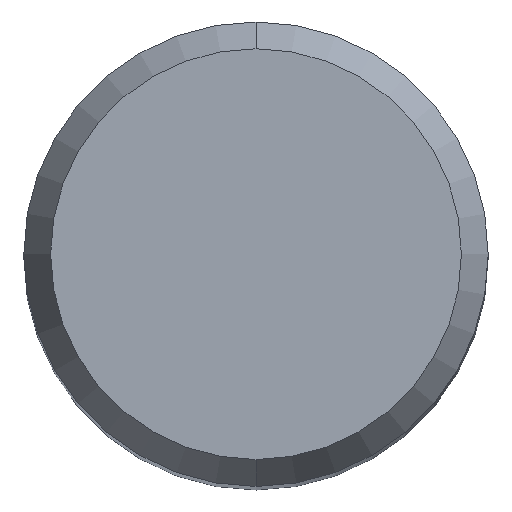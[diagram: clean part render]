
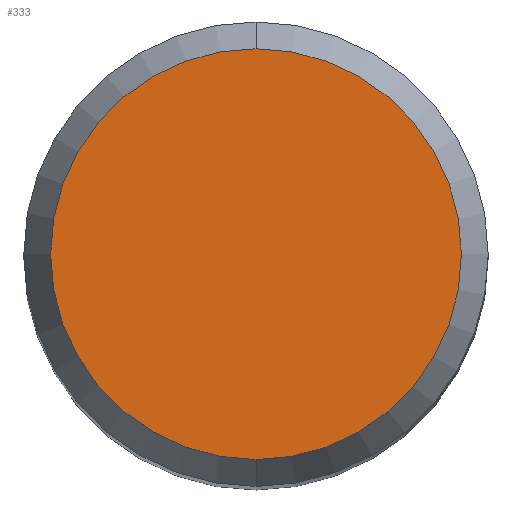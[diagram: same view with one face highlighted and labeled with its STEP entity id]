
A CAD part, top view. The second image highlights one B-rep face of the part: STEP entity #333.
In plain terms, the highlighted planar face has unit normal (0, 0, 1).
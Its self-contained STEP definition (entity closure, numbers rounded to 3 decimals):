
#201=EDGE_CURVE('',#277,#429,#495,.T.);
#221=EDGE_CURVE('',#429,#277,#515,.T.);
#277=VERTEX_POINT('',#578);
#333=ADVANCED_FACE('',(#640),#641,.T.);
#429=VERTEX_POINT('',#747);
#495=CIRCLE('',#821,3.538);
#515=CIRCLE('',#859,3.538);
#578=CARTESIAN_POINT('',(0.0,3.538,0.0));
#640=FACE_OUTER_BOUND('',#1123,.T.);
#641=PLANE('',#1124);
#747=CARTESIAN_POINT('',(0.,-3.538,0.0));
#821=AXIS2_PLACEMENT_3D('',#1426,#1427,#1428);
#859=AXIS2_PLACEMENT_3D('',#1432,#1433,#1434);
#1123=EDGE_LOOP('',(#1590,#1591));
#1124=AXIS2_PLACEMENT_3D('',#1592,#1593,#1594);
#1426=CARTESIAN_POINT('',(0.0,0.0,0.0));
#1427=DIRECTION('',(0.0,0.0,-1.0));
#1428=DIRECTION('',(0.0,1.0,0.0));
#1432=CARTESIAN_POINT('',(0.0,0.0,0.0));
#1433=DIRECTION('',(0.0,0.0,-1.0));
#1434=DIRECTION('',(0.0,1.0,0.0));
#1590=ORIENTED_EDGE('',*,*,#201,.F.);
#1591=ORIENTED_EDGE('',*,*,#221,.F.);
#1592=CARTESIAN_POINT('',(0.0,1.769,0.0));
#1593=DIRECTION('',(-0.0,0.0,1.0));
#1594=DIRECTION('',(0.0,-1.0,0.0));
